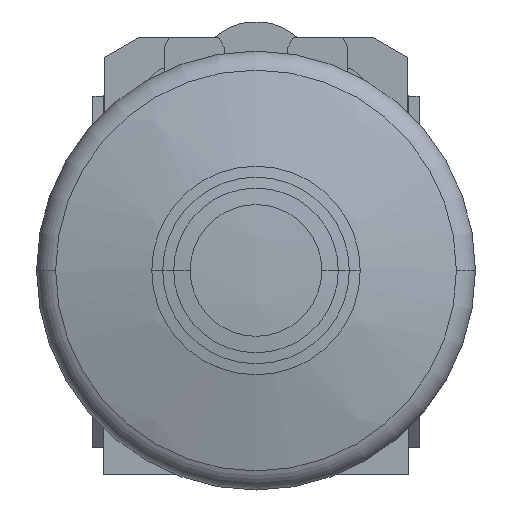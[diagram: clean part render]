
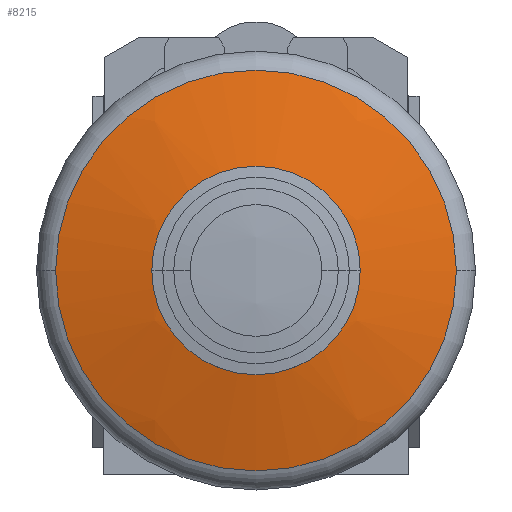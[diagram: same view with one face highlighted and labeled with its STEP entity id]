
A CAD part, top view. The second image highlights one B-rep face of the part: STEP entity #8215.
In plain terms, the highlighted spherical face has radius 60 mm.
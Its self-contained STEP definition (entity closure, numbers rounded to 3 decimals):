
#3257=CARTESIAN_POINT('',(14.9,18.5,78.434));
#3258=DIRECTION('',(0.,0.,-1.));
#3259=DIRECTION('',(-1.,0.,0.));
#3260=AXIS2_PLACEMENT_3D('',#3257,#3258,#3259);
#3262=CARTESIAN_POINT('',(14.9,18.5,78.434));
#3263=DIRECTION('',(0.,0.,-1.));
#3264=DIRECTION('',(1.,0.,0.));
#3265=AXIS2_PLACEMENT_3D('',#3262,#3263,#3264);
#3267=CARTESIAN_POINT('',(14.9,18.5,80.523));
#3268=DIRECTION('',(0.,0.,-1.));
#3269=DIRECTION('',(1.,0.,0.));
#3270=AXIS2_PLACEMENT_3D('',#3267,#3268,#3269);
#3394=CARTESIAN_POINT('',(14.9,18.5,80.523));
#3395=DIRECTION('',(0.,0.,-1.));
#3396=DIRECTION('',(-1.,0.,0.));
#3397=AXIS2_PLACEMENT_3D('',#3394,#3395,#3396);
#4067=CARTESIAN_POINT('',(-3.361,18.5,78.434));
#4068=CARTESIAN_POINT('',(33.161,18.5,78.434));
#4069=VERTEX_POINT('',#4067);
#4070=VERTEX_POINT('',#4068);
#4071=CARTESIAN_POINT('',(24.4,18.5,80.523));
#4073=VERTEX_POINT('',#4071);
#4076=CARTESIAN_POINT('',(5.4,18.5,80.523));
#4078=VERTEX_POINT('',#4076);
#8200=CARTESIAN_POINT('',(14.9,18.5,21.28));
#8201=DIRECTION('',(1.,0.,0.));
#8202=DIRECTION('',(0.,1.,0.));
#8203=AXIS2_PLACEMENT_3D('',#8200,#8201,#8202);
#8204=SPHERICAL_SURFACE('',#8203,60.);
#8205=ORIENTED_EDGE('',*,*,#8192,.T.);
#8206=ORIENTED_EDGE('',*,*,#8178,.T.);
#8207=EDGE_LOOP('',(#8205,#8206));
#8208=FACE_OUTER_BOUND('',#8207,.F.);
#8210=ORIENTED_EDGE('',*,*,#8209,.F.);
#8212=ORIENTED_EDGE('',*,*,#8211,.F.);
#8213=EDGE_LOOP('',(#8210,#8212));
#8214=FACE_BOUND('',#8213,.F.);
#3261=CIRCLE('',#3260,18.261);
#3266=CIRCLE('',#3265,18.261);
#3271=CIRCLE('',#3270,9.5);
#3398=CIRCLE('',#3397,9.5);
#8178=EDGE_CURVE('',#4070,#4069,#3266,.T.);
#8192=EDGE_CURVE('',#4069,#4070,#3261,.T.);
#8209=EDGE_CURVE('',#4073,#4078,#3271,.T.);
#8211=EDGE_CURVE('',#4078,#4073,#3398,.T.);
#8215=ADVANCED_FACE('',(#8208,#8214),#8204,.T.);
